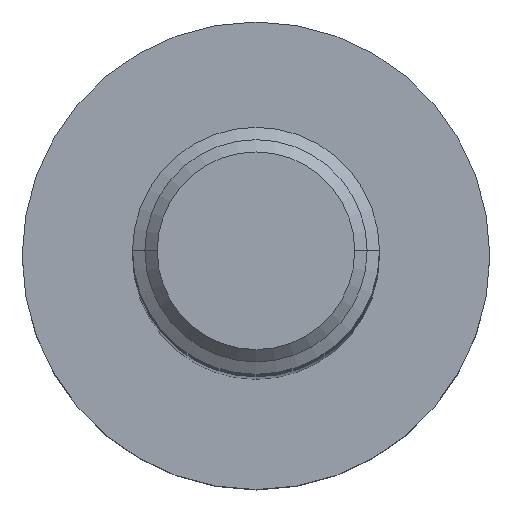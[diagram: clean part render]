
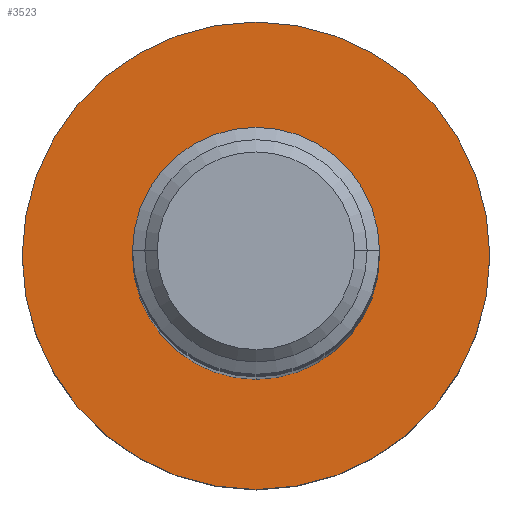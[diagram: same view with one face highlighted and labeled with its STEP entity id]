
A CAD part, top view. The second image highlights one B-rep face of the part: STEP entity #3523.
In plain terms, the highlighted planar face has unit normal (0, 0, 1).
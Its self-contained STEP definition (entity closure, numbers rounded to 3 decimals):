
#962 = EDGE_CURVE ( 'NONE', #1263, #1262, #5730, .T. ) ;
#1261 = EDGE_CURVE ( 'NONE', #1262, #1263, #6092, .T. ) ;
#1262 = VERTEX_POINT ( 'NONE', #6082 ) ;
#1263 = VERTEX_POINT ( 'NONE', #6081 ) ;
#2189 = EDGE_CURVE ( 'NONE', #2190, #2191, #7874, .T. ) ;
#2190 = VERTEX_POINT ( 'NONE', #7869 ) ;
#2191 = VERTEX_POINT ( 'NONE', #7868 ) ;
#3523 = ADVANCED_FACE ( 'NONE', ( #9804, #9801 ), #9800, .F. ) ;
#3524 = EDGE_LOOP ( 'NONE', ( #3525, #3526 ) ) ;
#3525 = ORIENTED_EDGE ( 'NONE', *, *, #2189, .F. ) ;
#3526 = ORIENTED_EDGE ( 'NONE', *, *, #3527, .F. ) ;
#3527 = EDGE_CURVE ( 'NONE', #2191, #2190, #9798, .T. ) ;
#3528 = EDGE_LOOP ( 'NONE', ( #3529, #3530 ) ) ;
#3529 = ORIENTED_EDGE ( 'NONE', *, *, #962, .T. ) ;
#3530 = ORIENTED_EDGE ( 'NONE', *, *, #1261, .T. ) ;
#5727 = DIRECTION ( 'NONE',  ( 0., 1., 0. ) ) ;
#5728 = DIRECTION ( 'NONE',  ( 0., 0., -1. ) ) ;
#5729 = AXIS2_PLACEMENT_3D ( 'NONE', #5735, #5728, #5727 ) ;
#5730 = CIRCLE ( 'NONE', #5729, 1.5 ) ;
#5735 = CARTESIAN_POINT ( 'NONE',  ( 0., 0., 0. ) ) ;
#6081 = CARTESIAN_POINT ( 'NONE',  ( 0., -1.5, 0. ) ) ;
#6082 = CARTESIAN_POINT ( 'NONE',  ( 0., 1.5, 0. ) ) ;
#6083 = DIRECTION ( 'NONE',  ( 0., 1., 0. ) ) ;
#6084 = DIRECTION ( 'NONE',  ( 0., 0., -1. ) ) ;
#6085 = CARTESIAN_POINT ( 'NONE',  ( 0., 0., 0. ) ) ;
#6086 = AXIS2_PLACEMENT_3D ( 'NONE', #6085, #6084, #6083 ) ;
#6092 = CIRCLE ( 'NONE', #6086, 1.5 ) ;
#7868 = CARTESIAN_POINT ( 'NONE',  ( 0., -2.84, 0. ) ) ;
#7869 = CARTESIAN_POINT ( 'NONE',  ( 0., 2.84, 0. ) ) ;
#7870 = DIRECTION ( 'NONE',  ( 0., 1., 0. ) ) ;
#7871 = DIRECTION ( 'NONE',  ( 0., 0., -1. ) ) ;
#7872 = CARTESIAN_POINT ( 'NONE',  ( 0., 0., 0. ) ) ;
#7873 = AXIS2_PLACEMENT_3D ( 'NONE', #7872, #7871, #7870 ) ;
#7874 = CIRCLE ( 'NONE', #7873, 2.84 ) ;
#9791 = DIRECTION ( 'NONE',  ( 0., 1., 0. ) ) ;
#9792 = DIRECTION ( 'NONE',  ( 0., 0., -1. ) ) ;
#9793 = CARTESIAN_POINT ( 'NONE',  ( 0., 0., 0. ) ) ;
#9794 = AXIS2_PLACEMENT_3D ( 'NONE', #9793, #9792, #9791 ) ;
#9795 = DIRECTION ( 'NONE',  ( 0., 1., 0. ) ) ;
#9796 = DIRECTION ( 'NONE',  ( 0., 0., -1. ) ) ;
#9797 = AXIS2_PLACEMENT_3D ( 'NONE', #9799, #9796, #9795 ) ;
#9798 = CIRCLE ( 'NONE', #9794, 2.84 ) ;
#9799 = CARTESIAN_POINT ( 'NONE',  ( 0., 0., 0. ) ) ;
#9800 = PLANE ( 'NONE',  #9797 ) ;
#9801 = FACE_BOUND ( 'NONE', #3528, .T. ) ;
#9804 = FACE_OUTER_BOUND ( 'NONE', #3524, .T. ) ;
